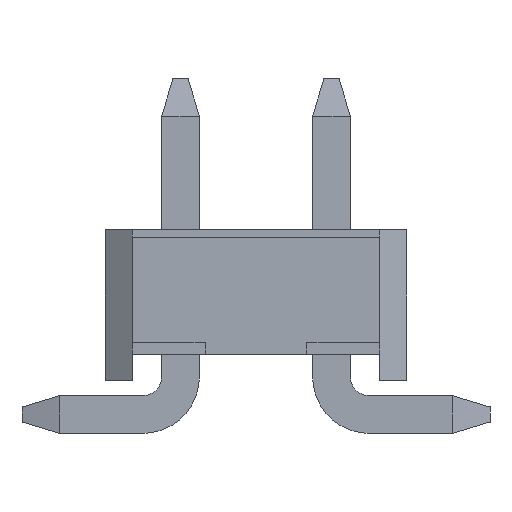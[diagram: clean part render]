
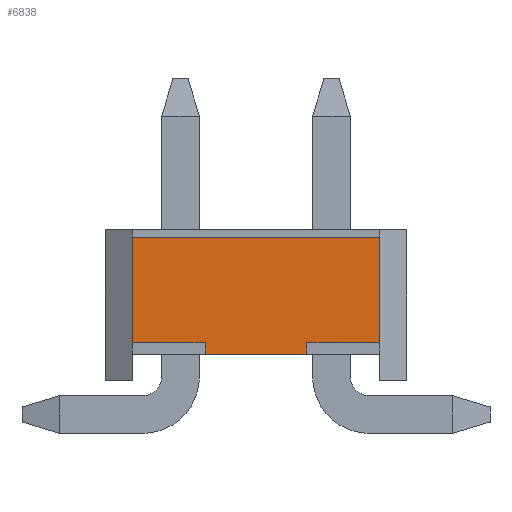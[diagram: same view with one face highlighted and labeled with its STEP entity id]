
A CAD part, front view. The second image highlights one B-rep face of the part: STEP entity #6838.
In plain terms, the highlighted face is planar.
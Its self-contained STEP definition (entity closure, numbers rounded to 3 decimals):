
#600=ORIENTED_EDGE('',*,*,#1762,.T.);
#601=ORIENTED_EDGE('',*,*,#1471,.F.);
#602=ORIENTED_EDGE('',*,*,#1465,.T.);
#603=ORIENTED_EDGE('',*,*,#1763,.T.);
#604=ORIENTED_EDGE('',*,*,#1486,.T.);
#605=ORIENTED_EDGE('',*,*,#1491,.T.);
#606=ORIENTED_EDGE('',*,*,#1761,.F.);
#607=ORIENTED_EDGE('',*,*,#1535,.F.);
#1465=EDGE_CURVE('',#2155,#2156,#2585,.T.);
#1471=EDGE_CURVE('',#2155,#2160,#2591,.T.);
#1486=EDGE_CURVE('',#2170,#2172,#2606,.T.);
#1491=EDGE_CURVE('',#2172,#2175,#2611,.T.);
#1535=EDGE_CURVE('',#2211,#2210,#2655,.T.);
#1761=EDGE_CURVE('',#2210,#2175,#2881,.T.);
#1762=EDGE_CURVE('',#2211,#2160,#2882,.T.);
#1763=EDGE_CURVE('',#2156,#2170,#2883,.T.);
#2155=VERTEX_POINT('',#8652);
#2156=VERTEX_POINT('',#8653);
#2160=VERTEX_POINT('',#8662);
#2170=VERTEX_POINT('',#8691);
#2172=VERTEX_POINT('',#8695);
#2175=VERTEX_POINT('',#8705);
#2210=VERTEX_POINT('',#8796);
#2211=VERTEX_POINT('',#8798);
#2585=LINE('',#8651,#3245);
#2591=LINE('',#8664,#3251);
#2606=LINE('',#8696,#3266);
#2611=LINE('',#8706,#3271);
#2655=LINE('',#8799,#3315);
#2881=LINE('',#9243,#3541);
#2882=LINE('',#9245,#3542);
#2883=LINE('',#9247,#3543);
#3245=VECTOR('',#7357,1000.);
#3251=VECTOR('',#7365,1000.);
#3266=VECTOR('',#7390,1000.);
#3271=VECTOR('',#7399,1000.);
#3315=VECTOR('',#7469,1000.);
#3541=VECTOR('',#7851,1000.);
#3542=VECTOR('',#7854,1000.);
#3543=VECTOR('',#7857,1000.);
#4008=EDGE_LOOP('',(#600,#601,#602,#603,#604,#605,#606,#607));
#4306=FACE_BOUND('',#4008,.T.);
#4596=PLANE('',#7127);
#6838=ADVANCED_FACE('',(#4306),#4596,.T.);
#7127=AXIS2_PLACEMENT_3D('',#9246,#7855,#7856);
#7357=DIRECTION('',(0.,0.,-1.));
#7365=DIRECTION('',(0.,1.,0.));
#7390=DIRECTION('',(0.,0.,1.));
#7399=DIRECTION('',(0.,-1.,0.));
#7469=DIRECTION('',(0.,-1.,0.));
#7851=DIRECTION('',(0.,0.,-1.));
#7854=DIRECTION('',(0.,0.,-1.));
#7855=DIRECTION('',(-1.,0.,0.));
#7856=DIRECTION('',(0.,0.,1.));
#7857=DIRECTION('',(0.,-1.,0.));
#8651=CARTESIAN_POINT('',(-4.,0.674,-0.5));
#8652=CARTESIAN_POINT('',(-4.,0.674,-0.5));
#8653=CARTESIAN_POINT('',(-4.,0.674,-0.65));
#8662=CARTESIAN_POINT('',(-4.,1.64,-0.5));
#8664=CARTESIAN_POINT('',(-4.,0.674,-0.5));
#8691=CARTESIAN_POINT('',(-4.,-0.674,-0.65));
#8695=CARTESIAN_POINT('',(-4.,-0.674,-0.5));
#8696=CARTESIAN_POINT('',(-4.,-0.674,-0.65));
#8705=CARTESIAN_POINT('',(-4.,-1.64,-0.5));
#8706=CARTESIAN_POINT('',(-4.,-0.674,-0.5));
#8796=CARTESIAN_POINT('',(-4.,-1.64,0.9));
#8798=CARTESIAN_POINT('',(-4.,1.64,0.9));
#8799=CARTESIAN_POINT('',(-4.,1.64,0.9));
#9243=CARTESIAN_POINT('',(-4.,-1.64,0.));
#9245=CARTESIAN_POINT('',(-4.,1.64,0.));
#9246=CARTESIAN_POINT('',(-4.,0.,0.));
#9247=CARTESIAN_POINT('',(-4.,0.,-0.65));
